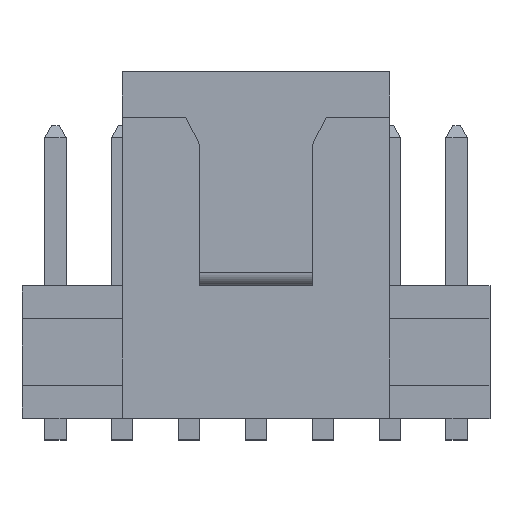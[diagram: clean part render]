
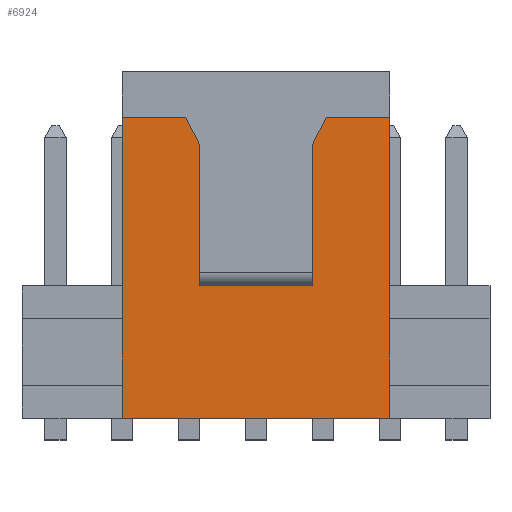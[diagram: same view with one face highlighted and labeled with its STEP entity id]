
A CAD part, top view. The second image highlights one B-rep face of the part: STEP entity #6924.
In plain terms, the highlighted planar face has unit normal (0, 0, 1).
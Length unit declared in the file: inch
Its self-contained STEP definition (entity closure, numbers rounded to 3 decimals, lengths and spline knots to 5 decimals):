
#1480=ORIENTED_EDGE('',*,*,#2756,.T.);
#1481=ORIENTED_EDGE('',*,*,#2757,.T.);
#1482=ORIENTED_EDGE('',*,*,#2758,.T.);
#1483=ORIENTED_EDGE('',*,*,#2759,.T.);
#1484=ORIENTED_EDGE('',*,*,#2760,.F.);
#1485=ORIENTED_EDGE('',*,*,#2761,.F.);
#1486=ORIENTED_EDGE('',*,*,#2762,.T.);
#1487=ORIENTED_EDGE('',*,*,#2763,.T.);
#1488=ORIENTED_EDGE('',*,*,#2764,.T.);
#1489=ORIENTED_EDGE('',*,*,#2765,.T.);
#2756=EDGE_CURVE('',#3490,#3491,#4330,.T.);
#2757=EDGE_CURVE('',#3491,#3492,#4331,.T.);
#2758=EDGE_CURVE('',#3492,#3493,#4332,.T.);
#2759=EDGE_CURVE('',#3493,#3494,#4333,.T.);
#2760=EDGE_CURVE('',#3495,#3494,#4334,.T.);
#2761=EDGE_CURVE('',#3496,#3495,#4335,.T.);
#2762=EDGE_CURVE('',#3496,#3497,#4336,.T.);
#2763=EDGE_CURVE('',#3497,#3498,#4337,.T.);
#2764=EDGE_CURVE('',#3498,#3499,#4338,.T.);
#2765=EDGE_CURVE('',#3499,#3490,#4339,.T.);
#3490=VERTEX_POINT('',#10622);
#3491=VERTEX_POINT('',#10623);
#3492=VERTEX_POINT('',#10625);
#3493=VERTEX_POINT('',#10627);
#3494=VERTEX_POINT('',#10629);
#3495=VERTEX_POINT('',#10631);
#3496=VERTEX_POINT('',#10633);
#3497=VERTEX_POINT('',#10635);
#3498=VERTEX_POINT('',#10637);
#3499=VERTEX_POINT('',#10639);
#4330=LINE('',#10621,#5272);
#4331=LINE('',#10624,#5273);
#4332=LINE('',#10626,#5274);
#4333=LINE('',#10628,#5275);
#4334=LINE('',#10630,#5276);
#4335=LINE('',#10632,#5277);
#4336=LINE('',#10634,#5278);
#4337=LINE('',#10636,#5279);
#4338=LINE('',#10638,#5280);
#4339=LINE('',#10640,#5281);
#5272=VECTOR('',#8728,39.37008);
#5273=VECTOR('',#8729,39.37008);
#5274=VECTOR('',#8730,39.37008);
#5275=VECTOR('',#8731,39.37008);
#5276=VECTOR('',#8732,39.37008);
#5277=VECTOR('',#8733,39.37008);
#5278=VECTOR('',#8734,39.37008);
#5279=VECTOR('',#8735,39.37008);
#5280=VECTOR('',#8736,39.37008);
#5281=VECTOR('',#8737,39.37008);
#5820=EDGE_LOOP('',(#1480,#1481,#1482,#1483,#1484,#1485,#1486,#1487,#1488,
#1489));
#6202=FACE_BOUND('',#5820,.T.);
#6564=PLANE('',#7375);
#6924=ADVANCED_FACE('',(#6202),#6564,.T.);
#7375=AXIS2_PLACEMENT_3D('',#10620,#8726,#8727);
#8726=DIRECTION('',(0.,0.,1.));
#8727=DIRECTION('',(1.,0.,0.));
#8728=DIRECTION('',(0.,1.,0.));
#8729=DIRECTION('',(-0.447,0.894,0.));
#8730=DIRECTION('',(-1.,0.,0.));
#8731=DIRECTION('',(0.,-1.,0.));
#8732=DIRECTION('',(-1.,0.,0.));
#8733=DIRECTION('',(0.,-1.,0.));
#8734=DIRECTION('',(-1.,0.,0.));
#8735=DIRECTION('',(-0.447,-0.894,0.));
#8736=DIRECTION('',(0.,-1.,0.));
#8737=DIRECTION('',(-1.,0.,0.));
#10620=CARTESIAN_POINT('',(0.1,0.005,0.1));
#10621=CARTESIAN_POINT('',(-0.0425,0.005,0.1));
#10622=CARTESIAN_POINT('',(-0.0425,0.099,0.1));
#10623=CARTESIAN_POINT('',(-0.0425,0.205,0.1));
#10624=CARTESIAN_POINT('',(0.066,-0.012,0.1));
#10625=CARTESIAN_POINT('',(-0.0525,0.225,0.1));
#10626=CARTESIAN_POINT('',(0.1,0.225,0.1));
#10627=CARTESIAN_POINT('',(-0.1,0.225,0.1));
#10628=CARTESIAN_POINT('',(-0.1,0.005,0.1));
#10629=CARTESIAN_POINT('',(-0.1,0.,0.1));
#10630=CARTESIAN_POINT('',(0.1,0.,0.1));
#10631=CARTESIAN_POINT('',(0.1,0.,0.1));
#10632=CARTESIAN_POINT('',(0.1,0.005,0.1));
#10633=CARTESIAN_POINT('',(0.1,0.225,0.1));
#10634=CARTESIAN_POINT('',(0.1,0.225,0.1));
#10635=CARTESIAN_POINT('',(0.0525,0.225,0.1));
#10636=CARTESIAN_POINT('',(-0.026,0.068,0.1));
#10637=CARTESIAN_POINT('',(0.0425,0.205,0.1));
#10638=CARTESIAN_POINT('',(0.0425,0.005,0.1));
#10639=CARTESIAN_POINT('',(0.0425,0.099,0.1));
#10640=CARTESIAN_POINT('',(0.1,0.099,0.1));
